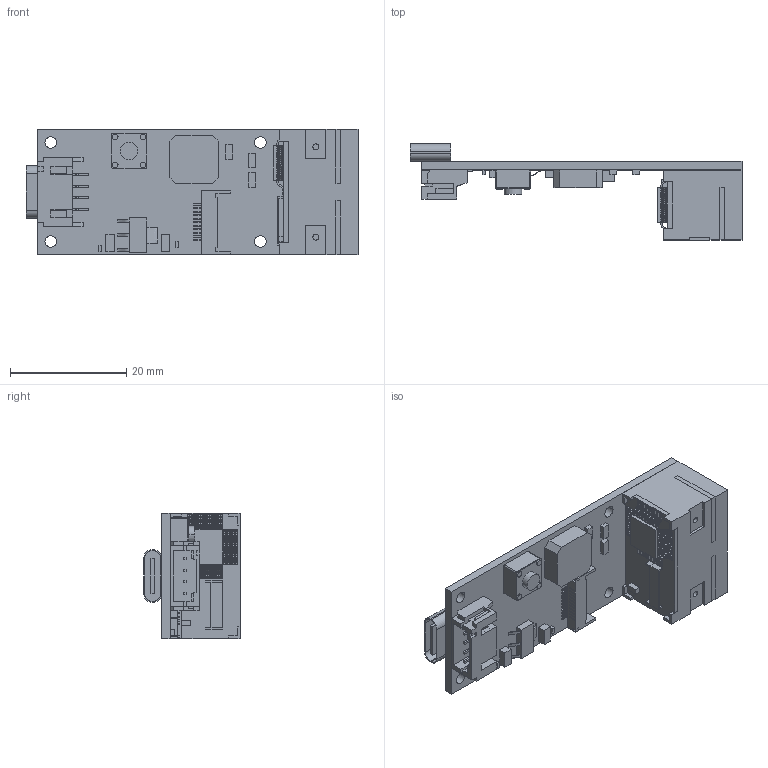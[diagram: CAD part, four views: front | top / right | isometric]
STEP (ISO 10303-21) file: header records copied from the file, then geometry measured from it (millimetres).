
FILE_DESCRIPTION((''),'2;1');
FILE_NAME('000','2023-11-10T19:32:07',('Administrator'),(''),'CREO PARAMETRIC BY PTC INC, 2022073','CREO PARAMETRIC BY PTC INC, 2022073','');
FILE_SCHEMA(('AUTOMOTIVE_DESIGN { 1 0 10303 214 1 1 1 1 }'));
Products named in the file (1): 000
Bounding box: 57 x 16.52 x 21.5 mm (x, y, z)
Volume: 5565.6 mm3; surface area: 7544.4 mm2
Topology: 106 solids, 106 shells, 848 faces, 1859 edges, 1236 vertices
Faces by surface type: plane 620, bspline 128, cylinder 92, extrusion 8
Entity records: 58436 total; most frequent: CARTESIAN_POINT 33803, ORIENTED_EDGE 3718, DIRECTION 3589, PRESENTATION_STYLE_ASSIGNMENT 1965, STYLED_ITEM 1965, CURVE_STYLE 1859, EDGE_CURVE 1859, VECTOR 1281
